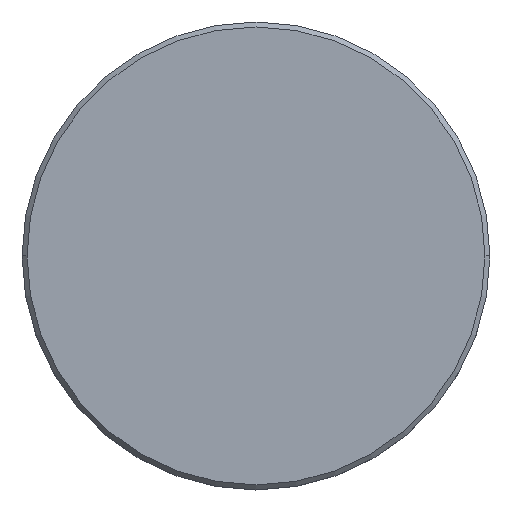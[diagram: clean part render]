
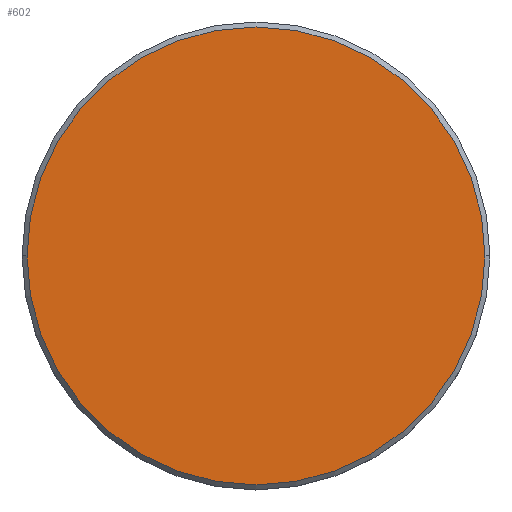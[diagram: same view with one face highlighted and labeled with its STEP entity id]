
A CAD part, top view. The second image highlights one B-rep face of the part: STEP entity #602.
In plain terms, the highlighted planar face has unit normal (0, 0, 1).
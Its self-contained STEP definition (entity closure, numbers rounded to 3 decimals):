
#52 = DIRECTION ( 'NONE',  ( 0., 0., 1. ) ) ;
#82 = ORIENTED_EDGE ( 'NONE', *, *, #923, .T. ) ;
#90 = VERTEX_POINT ( 'NONE', #596 ) ;
#194 = EDGE_CURVE ( 'NONE', #90, #550, #542, .T. ) ;
#267 = AXIS2_PLACEMENT_3D ( 'NONE', #532, #700, #695 ) ;
#333 = CARTESIAN_POINT ( 'NONE',  ( 0., 0., 0. ) ) ;
#347 = DIRECTION ( 'NONE',  ( 1., 0., 0. ) ) ;
#420 = FACE_OUTER_BOUND ( 'NONE', #663, .T. ) ;
#435 = CIRCLE ( 'NONE', #267, 23. ) ;
#532 = CARTESIAN_POINT ( 'NONE',  ( 0., 0., 0. ) ) ;
#542 = CIRCLE ( 'NONE', #865, 23. ) ;
#550 = VERTEX_POINT ( 'NONE', #798 ) ;
#584 = PLANE ( 'NONE',  #944 ) ;
#596 = CARTESIAN_POINT ( 'NONE',  ( 23., 0., 0. ) ) ;
#602 = ADVANCED_FACE ( 'NONE', ( #420 ), #584, .T. ) ;
#663 = EDGE_LOOP ( 'NONE', ( #82, #958 ) ) ;
#686 = CARTESIAN_POINT ( 'NONE',  ( 0., 0., 0. ) ) ;
#695 = DIRECTION ( 'NONE',  ( 1., 0., 0. ) ) ;
#700 = DIRECTION ( 'NONE',  ( 0., 0., 1. ) ) ;
#775 = DIRECTION ( 'NONE',  ( 1., 0., 0. ) ) ;
#798 = CARTESIAN_POINT ( 'NONE',  ( -23., 0., 0. ) ) ;
#865 = AXIS2_PLACEMENT_3D ( 'NONE', #686, #1051, #347 ) ;
#923 = EDGE_CURVE ( 'NONE', #550, #90, #435, .T. ) ;
#944 = AXIS2_PLACEMENT_3D ( 'NONE', #333, #52, #775 ) ;
#958 = ORIENTED_EDGE ( 'NONE', *, *, #194, .T. ) ;
#1051 = DIRECTION ( 'NONE',  ( 0., 0., 1. ) ) ;
